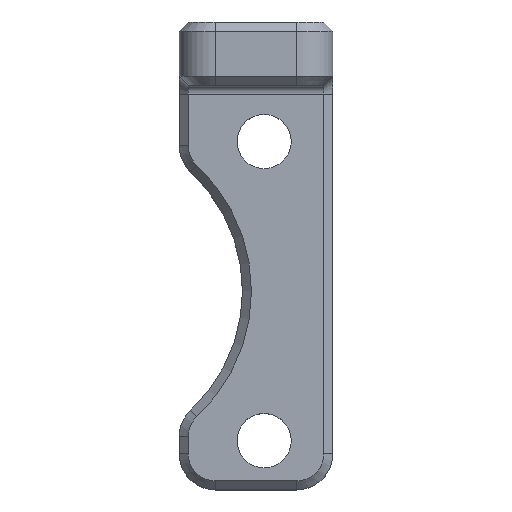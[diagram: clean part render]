
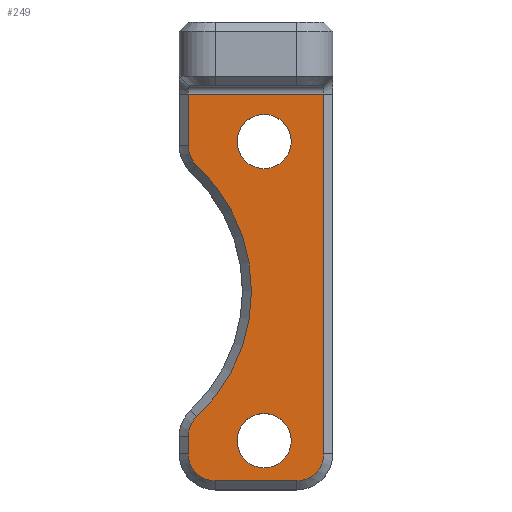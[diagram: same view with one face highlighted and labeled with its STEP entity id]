
A CAD part, top view. The second image highlights one B-rep face of the part: STEP entity #249.
In plain terms, the highlighted planar face has unit normal (0, 0, 1).
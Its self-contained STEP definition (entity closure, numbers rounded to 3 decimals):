
#117=CARTESIAN_POINT('',(0.,0.,42.));
#118=DIRECTION('',(0.,0.,1.));
#119=DIRECTION('',(-1.,0.,0.));
#120=AXIS2_PLACEMENT_3D('',#117,#118,#119);
#121=PLANE('',#120);
#122=CARTESIAN_POINT('',(81.5,21.75,42.));
#123=VERTEX_POINT('',#122);
#124=CARTESIAN_POINT('',(96.5,21.75,42.));
#125=VERTEX_POINT('',#124);
#126=CARTESIAN_POINT('',(81.5,21.75,42.));
#127=DIRECTION('',(1.,0.,-0.));
#128=VECTOR('',#127,15.);
#129=LINE('',#126,#128);
#130=EDGE_CURVE('',#123,#125,#129,.T.);
#131=ORIENTED_EDGE('',*,*,#130,.F.);
#132=CARTESIAN_POINT('',(81.5,16.093,42.));
#133=VERTEX_POINT('',#132);
#134=CARTESIAN_POINT('',(81.5,16.093,42.));
#135=DIRECTION('',(0.,1.,0.));
#136=VECTOR('',#135,5.657);
#137=LINE('',#134,#136);
#138=EDGE_CURVE('',#133,#123,#137,.T.);
#139=ORIENTED_EDGE('',*,*,#138,.F.);
#140=CARTESIAN_POINT('',(82.455,13.899,42.));
#141=VERTEX_POINT('',#140);
#142=CARTESIAN_POINT('',(84.5,16.093,42.));
#143=DIRECTION('',(0.,0.,-1.));
#144=DIRECTION('',(-1.,0.,0.));
#145=AXIS2_PLACEMENT_3D('',#142,#143,#144);
#146=CIRCLE('',#145,3.);
#147=EDGE_CURVE('',#141,#133,#146,.T.);
#148=ORIENTED_EDGE('',*,*,#147,.F.);
#149=CARTESIAN_POINT('',(82.455,-13.899,42.));
#150=VERTEX_POINT('',#149);
#151=CARTESIAN_POINT('',(69.5,0.,42.));
#152=DIRECTION('',(-0.,-0.,1.));
#153=DIRECTION('',(-1.,0.,0.));
#154=AXIS2_PLACEMENT_3D('',#151,#152,#153);
#155=CIRCLE('',#154,19.);
#156=EDGE_CURVE('',#150,#141,#155,.T.);
#157=ORIENTED_EDGE('',*,*,#156,.F.);
#158=CARTESIAN_POINT('',(81.5,-16.093,42.));
#159=VERTEX_POINT('',#158);
#160=CARTESIAN_POINT('',(84.5,-16.093,42.));
#161=DIRECTION('',(0.,0.,-1.));
#162=DIRECTION('',(-1.,0.,0.));
#163=AXIS2_PLACEMENT_3D('',#160,#161,#162);
#164=CIRCLE('',#163,3.);
#165=EDGE_CURVE('',#159,#150,#164,.T.);
#166=ORIENTED_EDGE('',*,*,#165,.F.);
#167=CARTESIAN_POINT('',(81.5,-18.,42.));
#168=VERTEX_POINT('',#167);
#169=CARTESIAN_POINT('',(81.5,-18.,42.));
#170=DIRECTION('',(0.,1.,0.));
#171=VECTOR('',#170,1.907);
#172=LINE('',#169,#171);
#173=EDGE_CURVE('',#168,#159,#172,.T.);
#174=ORIENTED_EDGE('',*,*,#173,.F.);
#175=CARTESIAN_POINT('',(84.5,-21.,42.));
#176=VERTEX_POINT('',#175);
#177=CARTESIAN_POINT('',(84.5,-18.,42.));
#178=DIRECTION('',(0.,0.,-1.));
#179=DIRECTION('',(-1.,0.,0.));
#180=AXIS2_PLACEMENT_3D('',#177,#178,#179);
#181=CIRCLE('',#180,3.);
#182=EDGE_CURVE('',#176,#168,#181,.T.);
#183=ORIENTED_EDGE('',*,*,#182,.F.);
#184=CARTESIAN_POINT('',(93.5,-21.,42.));
#185=VERTEX_POINT('',#184);
#186=CARTESIAN_POINT('',(93.5,-21.,42.));
#187=DIRECTION('',(-1.,0.,0.));
#188=VECTOR('',#187,9.);
#189=LINE('',#186,#188);
#190=EDGE_CURVE('',#185,#176,#189,.T.);
#191=ORIENTED_EDGE('',*,*,#190,.F.);
#192=CARTESIAN_POINT('',(96.5,-18.,42.));
#193=VERTEX_POINT('',#192);
#194=CARTESIAN_POINT('',(93.5,-18.,42.));
#195=DIRECTION('',(0.,0.,-1.));
#196=DIRECTION('',(-1.,0.,0.));
#197=AXIS2_PLACEMENT_3D('',#194,#195,#196);
#198=CIRCLE('',#197,3.);
#199=EDGE_CURVE('',#193,#185,#198,.T.);
#200=ORIENTED_EDGE('',*,*,#199,.F.);
#201=CARTESIAN_POINT('',(96.5,21.75,42.));
#202=DIRECTION('',(0.,-1.,0.));
#203=VECTOR('',#202,39.75);
#204=LINE('',#201,#203);
#205=EDGE_CURVE('',#125,#193,#204,.T.);
#206=ORIENTED_EDGE('',*,*,#205,.F.);
#207=EDGE_LOOP('',(#131,#139,#148,#157,#166,#174,#183,#191,#200,#206));
#208=FACE_BOUND('',#207,.T.);
#209=CARTESIAN_POINT('',(86.9,16.55,42.));
#210=VERTEX_POINT('',#209);
#211=CARTESIAN_POINT('',(92.9,16.55,42.));
#212=VERTEX_POINT('',#211);
#213=CARTESIAN_POINT('',(89.9,16.55,42.));
#214=DIRECTION('',(0.,0.,-1.));
#215=DIRECTION('',(-1.,0.,0.));
#216=AXIS2_PLACEMENT_3D('',#213,#214,#215);
#217=CIRCLE('',#216,3.);
#218=EDGE_CURVE('',#210,#212,#217,.T.);
#219=ORIENTED_EDGE('',*,*,#218,.T.);
#220=CARTESIAN_POINT('',(89.9,16.55,42.));
#221=DIRECTION('',(0.,0.,-1.));
#222=DIRECTION('',(-1.,0.,0.));
#223=AXIS2_PLACEMENT_3D('',#220,#221,#222);
#224=CIRCLE('',#223,3.);
#225=EDGE_CURVE('',#212,#210,#224,.T.);
#226=ORIENTED_EDGE('',*,*,#225,.T.);
#227=EDGE_LOOP('',(#219,#226));
#228=FACE_BOUND('',#227,.T.);
#229=CARTESIAN_POINT('',(86.9,-16.55,42.));
#230=VERTEX_POINT('',#229);
#231=CARTESIAN_POINT('',(92.9,-16.55,42.));
#232=VERTEX_POINT('',#231);
#233=CARTESIAN_POINT('',(89.9,-16.55,42.));
#234=DIRECTION('',(0.,0.,-1.));
#235=DIRECTION('',(-1.,0.,0.));
#236=AXIS2_PLACEMENT_3D('',#233,#234,#235);
#237=CIRCLE('',#236,3.);
#238=EDGE_CURVE('',#230,#232,#237,.T.);
#239=ORIENTED_EDGE('',*,*,#238,.T.);
#240=CARTESIAN_POINT('',(89.9,-16.55,42.));
#241=DIRECTION('',(0.,0.,-1.));
#242=DIRECTION('',(-1.,0.,0.));
#243=AXIS2_PLACEMENT_3D('',#240,#241,#242);
#244=CIRCLE('',#243,3.);
#245=EDGE_CURVE('',#232,#230,#244,.T.);
#246=ORIENTED_EDGE('',*,*,#245,.T.);
#247=EDGE_LOOP('',(#239,#246));
#248=FACE_BOUND('',#247,.T.);
#249=ADVANCED_FACE('',(#208,#228,#248),#121,.T.);
